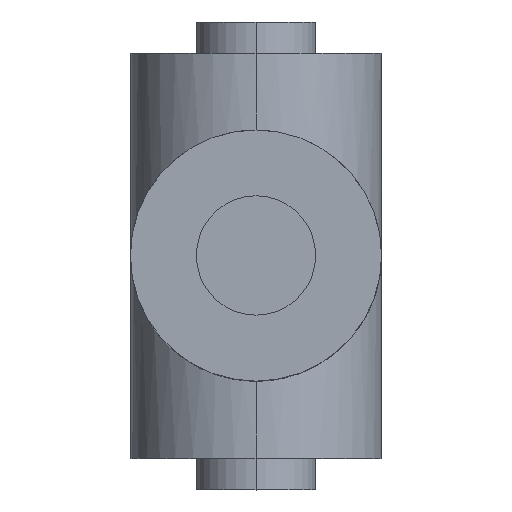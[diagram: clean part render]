
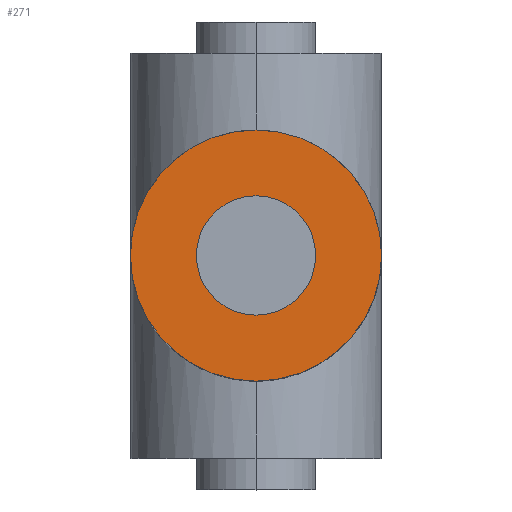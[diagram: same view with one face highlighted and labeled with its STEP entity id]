
A CAD part, top view. The second image highlights one B-rep face of the part: STEP entity #271.
In plain terms, the highlighted planar face has unit normal (0, 0, 1).
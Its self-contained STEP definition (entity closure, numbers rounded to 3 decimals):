
#4 = EDGE_CURVE ( 'NONE', #440, #580, #202, .T. ) ;
#15 = EDGE_CURVE ( 'NONE', #580, #440, #57, .T. ) ;
#50 = AXIS2_PLACEMENT_3D ( 'NONE', #158, #89, #470 ) ;
#57 = CIRCLE ( 'NONE', #252, 1.9 ) ;
#68 = EDGE_LOOP ( 'NONE', ( #257, #540 ) ) ;
#83 = AXIS2_PLACEMENT_3D ( 'NONE', #129, #302, #647 ) ;
#89 = DIRECTION ( 'NONE',  ( 0., 0., 1. ) ) ;
#90 = DIRECTION ( 'NONE',  ( 0., 0., 1. ) ) ;
#129 = CARTESIAN_POINT ( 'NONE',  ( 0., 0., 17.8 ) ) ;
#133 = CARTESIAN_POINT ( 'NONE',  ( -4., 0., 17.8 ) ) ;
#158 = CARTESIAN_POINT ( 'NONE',  ( 0., 0., 17.8 ) ) ;
#169 = AXIS2_PLACEMENT_3D ( 'NONE', #239, #190, #298 ) ;
#190 = DIRECTION ( 'NONE',  ( 0., 0., 1. ) ) ;
#202 = CIRCLE ( 'NONE', #169, 1.9 ) ;
#236 = DIRECTION ( 'NONE',  ( 1., 0., 0. ) ) ;
#239 = CARTESIAN_POINT ( 'NONE',  ( 0., 0., 17.8 ) ) ;
#252 = AXIS2_PLACEMENT_3D ( 'NONE', #448, #296, #666 ) ;
#253 = PLANE ( 'NONE',  #50 ) ;
#257 = ORIENTED_EDGE ( 'NONE', *, *, #487, .T. ) ;
#271 = ADVANCED_FACE ( 'NONE', ( #513, #523 ), #253, .T. ) ;
#283 = CARTESIAN_POINT ( 'NONE',  ( -1.9, 0., 17.8 ) ) ;
#296 = DIRECTION ( 'NONE',  ( 0., 0., 1. ) ) ;
#298 = DIRECTION ( 'NONE',  ( 1., 0., 0. ) ) ;
#302 = DIRECTION ( 'NONE',  ( 0., 0., 1. ) ) ;
#346 = CARTESIAN_POINT ( 'NONE',  ( 4., 0., 17.8 ) ) ;
#381 = CIRCLE ( 'NONE', #83, 4. ) ;
#440 = VERTEX_POINT ( 'NONE', #478 ) ;
#448 = CARTESIAN_POINT ( 'NONE',  ( 0., 0., 17.8 ) ) ;
#470 = DIRECTION ( 'NONE',  ( 1., 0., 0. ) ) ;
#478 = CARTESIAN_POINT ( 'NONE',  ( 1.9, 0., 17.8 ) ) ;
#487 = EDGE_CURVE ( 'NONE', #677, #492, #600, .T. ) ;
#490 = EDGE_CURVE ( 'NONE', #492, #677, #381, .T. ) ;
#492 = VERTEX_POINT ( 'NONE', #346 ) ;
#513 = FACE_BOUND ( 'NONE', #570, .T. ) ;
#523 = FACE_OUTER_BOUND ( 'NONE', #68, .T. ) ;
#540 = ORIENTED_EDGE ( 'NONE', *, *, #490, .T. ) ;
#543 = ORIENTED_EDGE ( 'NONE', *, *, #4, .F. ) ;
#570 = EDGE_LOOP ( 'NONE', ( #636, #543 ) ) ;
#580 = VERTEX_POINT ( 'NONE', #283 ) ;
#597 = CARTESIAN_POINT ( 'NONE',  ( 0., 0., 17.8 ) ) ;
#600 = CIRCLE ( 'NONE', #612, 4. ) ;
#612 = AXIS2_PLACEMENT_3D ( 'NONE', #597, #90, #236 ) ;
#636 = ORIENTED_EDGE ( 'NONE', *, *, #15, .F. ) ;
#647 = DIRECTION ( 'NONE',  ( 1., 0., 0. ) ) ;
#666 = DIRECTION ( 'NONE',  ( 1., 0., 0. ) ) ;
#677 = VERTEX_POINT ( 'NONE', #133 ) ;
